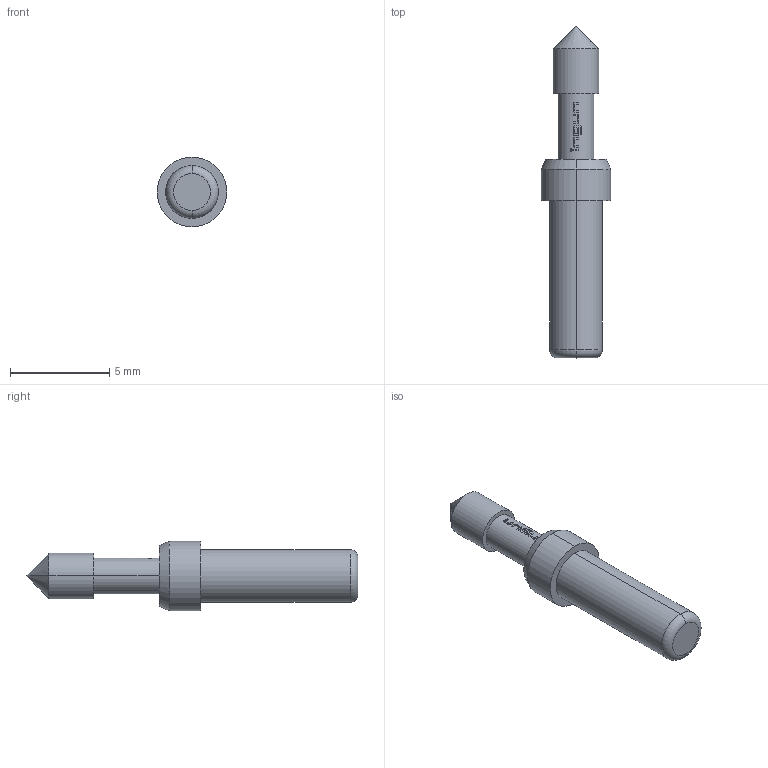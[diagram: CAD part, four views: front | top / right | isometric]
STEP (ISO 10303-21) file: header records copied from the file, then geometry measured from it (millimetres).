
FILE_DESCRIPTION (( 'STEP AP203' ), '1' );
FILE_NAME ('INGUN_GKS-913_358_230_R_xx02_S.STEP', '2021-09-20T08:34:35', ( 'ochi' ), ( '' ), 'SwSTEP 2.0', 'SolidWorks 2018', '' );
FILE_SCHEMA (( 'CONFIG_CONTROL_DESIGN' ));
Length unit declared in the file: millimetre
Products named in the file (1): INGUN_GKS-913_358_230_R_xx02_S
Bounding box: 3.5 x 16.7 x 3.5 mm (x, y, z)
Volume: 82.2 mm3; surface area: 144.3 mm2
Topology: 1 solids, 1 shells, 86 faces, 222 edges, 145 vertices
Faces by surface type: plane 44, bspline 22, cylinder 14, cone 4, torus 2
Entity records: 2925 total; most frequent: CARTESIAN_POINT 932, ORIENTED_EDGE 440, DIRECTION 326, EDGE_CURVE 220, VERTEX_POINT 145, AXIS2_PLACEMENT_3D 127, EDGE_LOOP 95, FACE_OUTER_BOUND 86
